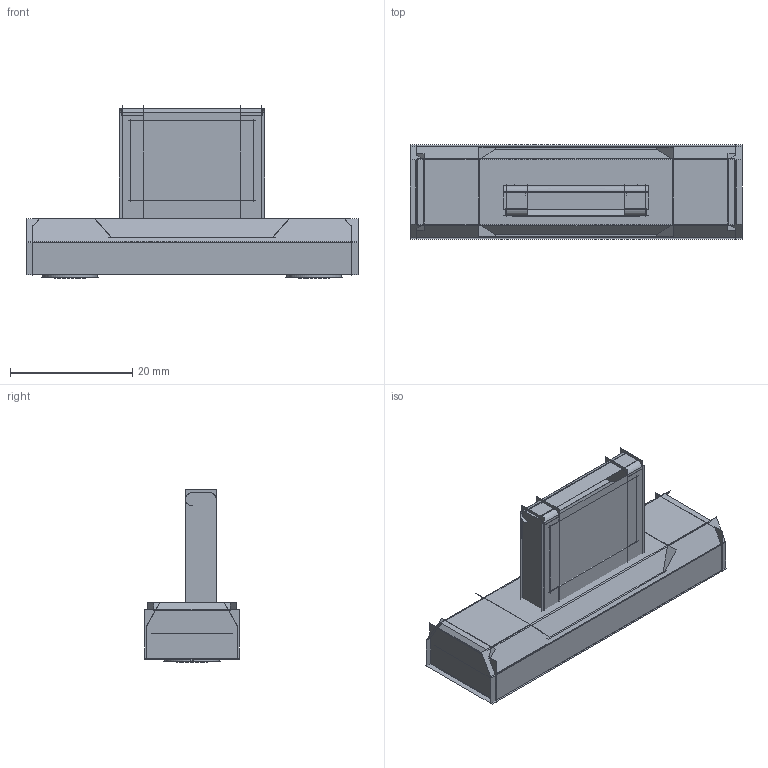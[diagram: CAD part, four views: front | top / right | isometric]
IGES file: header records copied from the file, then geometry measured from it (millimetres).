
Start section:  PTC IGES file: 212876.igs
Global section: file name: 212876.igs; native system: Creo Parametric by PTC Inc.; preprocessor: 2018300; author: pdmadmin; organization: Unknown; date: 20191107.105703; units: millimetre
Bounding box: 54.32 x 15.5 x 28.23 mm (x, y, z)
Volume: 5180.4 mm3; surface area: 31528.9 mm2
Topology: 2 solids, 2 shells, 232 faces, 1140 edges, 1418 vertices
Faces by surface type: bspline 148, revolution 84
